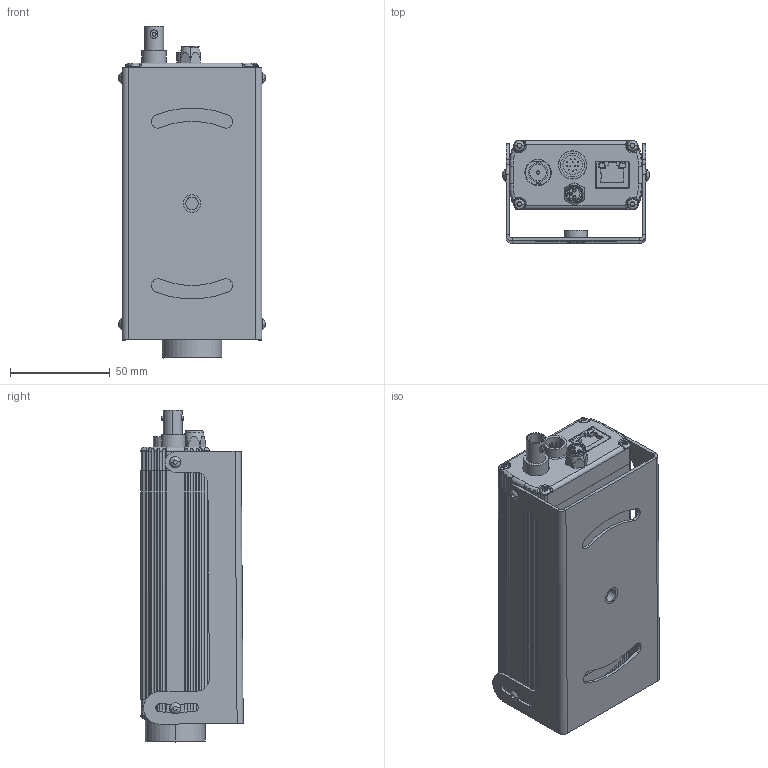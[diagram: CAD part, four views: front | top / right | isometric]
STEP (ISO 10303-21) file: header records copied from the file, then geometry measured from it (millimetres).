
FILE_DESCRIPTION((''),'2;1');
FILE_NAME('144671_SM01_ASM','2025-06-25T11:51:49',('banengservice'),('BANNER ENGINEERING'),'CREO PARAMETRIC BY PTC INC, 2022414','CREO PARAMETRIC BY PTC INC, 2022414','');
FILE_SCHEMA(('CONFIG_CONTROL_DESIGN'));
Products named in the file (4): 144671_EP01; 144671_EP02; M3X10_HEX_BHCS; 144671_SM01_ASM
Assembly tree (6 placements, depth 2):
  144671_SM01_ASM
    144671_EP01
    144671_EP02
    M3X10_HEX_BHCS  x4
Bounding box: 73.28 x 51.23 x 166.11 mm (x, y, z)
Volume: 326224.3 mm3; surface area: 67374.2 mm2
Topology: 6 solids, 6 shells, 1257 faces, 3232 edges, 2066 vertices
Faces by surface type: plane 588, cylinder 540, bspline 94, torus 18, cone 17
Entity records: 56590 total; most frequent: CARTESIAN_POINT 26780, DIRECTION 6357, ORIENTED_EDGE 6236, EDGE_CURVE 3118, AXIS2_PLACEMENT_3D 2432, VERTEX_POINT 1994, VECTOR 1493, LINE 1493
